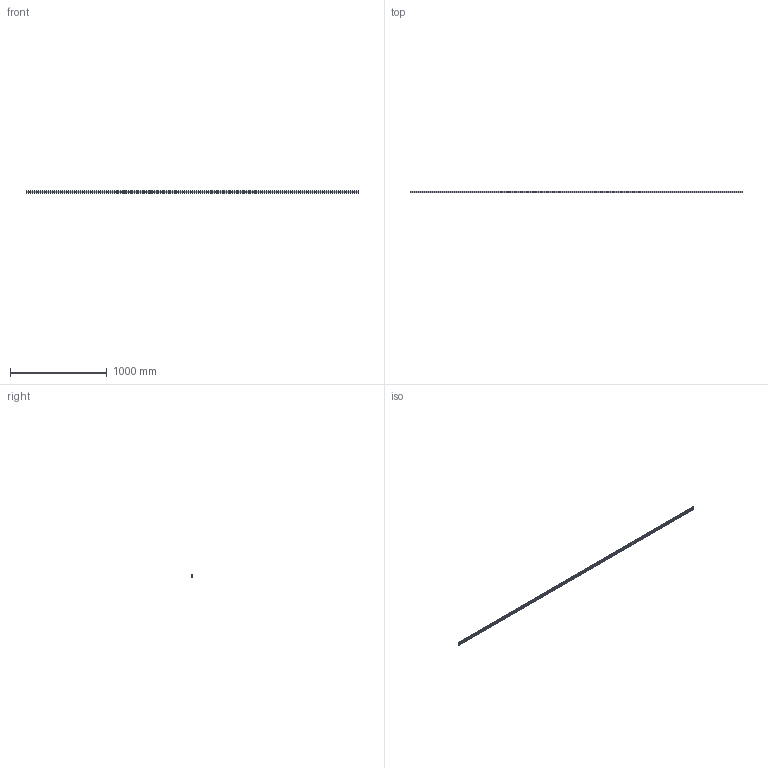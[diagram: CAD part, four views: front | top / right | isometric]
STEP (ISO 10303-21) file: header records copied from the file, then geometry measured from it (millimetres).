
FILE_DESCRIPTION((''),'2;1');
FILE_NAME('LCX 28H-3440.C.stp','2016-04-28T08:41:14',('MRathmann'),(''),'Autodesk Inventor 2012','Autodesk Inventor 2012','');
FILE_SCHEMA(('CONFIG_CONTROL_DESIGN'));
Length unit declared in the file: millimetre
Products named in the file (1): LCX 28H-3440.C
Bounding box: 3440 x 12.3 x 28 mm (x, y, z)
Volume: 556214.1 mm3; surface area: 333300.3 mm2
Topology: 1 solids, 1 shells, 153 faces, 367 edges, 259 vertices
Faces by surface type: cylinder 97, plane 56
Full cylindrical faces by diameter (mm): 6.4 x43, 11 x43
Entity records: 3980 total; most frequent: DIRECTION 740, CARTESIAN_POINT 608, ORIENTED_EDGE 476, EDGE_LOOP 368, AXIS2_PLACEMENT_3D 348, EDGE_CURVE 238, VERTEX_POINT 216, FACE_BOUND 215
